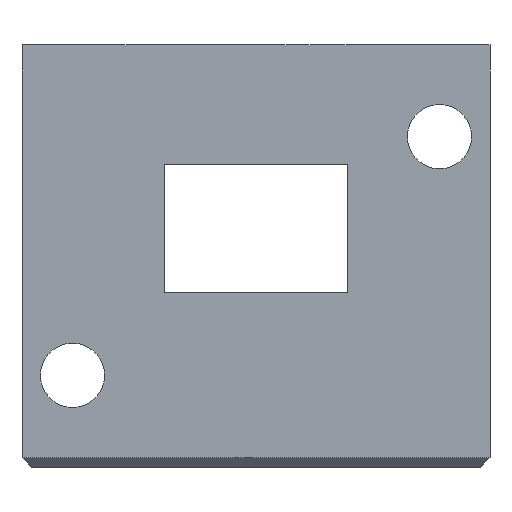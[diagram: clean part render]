
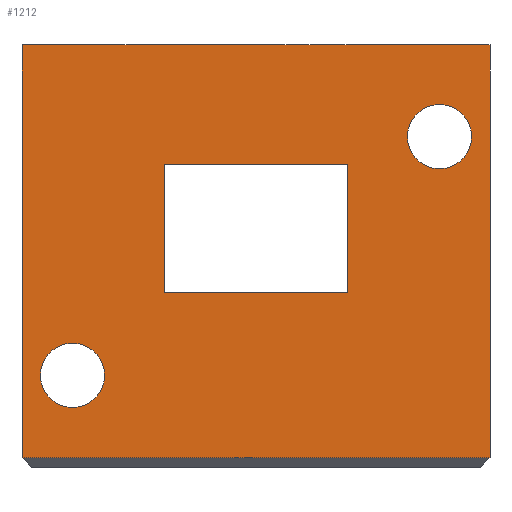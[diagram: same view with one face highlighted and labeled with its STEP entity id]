
A CAD part, front view. The second image highlights one B-rep face of the part: STEP entity #1212.
In plain terms, the highlighted planar face has unit normal (0, -1, 0).
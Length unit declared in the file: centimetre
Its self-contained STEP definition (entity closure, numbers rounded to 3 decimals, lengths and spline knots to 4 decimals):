
#60=PLANE('',#1294);
#107=VECTOR('',#1391,1.);
#142=VECTOR('',#1442,1.);
#154=VECTOR('',#1466,1.);
#155=VECTOR('',#1472,1.);
#156=VECTOR('',#1473,1.);
#157=VECTOR('',#1474,1.);
#158=VECTOR('',#1475,1.);
#159=VECTOR('',#1476,1.);
#243=LINE('',#1659,#107);
#278=LINE('',#1741,#142);
#290=LINE('',#1777,#154);
#291=LINE('',#1783,#155);
#292=LINE('',#1786,#156);
#293=LINE('',#1788,#157);
#294=LINE('',#1790,#158);
#295=LINE('',#1791,#159);
#388=VERTEX_POINT('',#1658);
#389=VERTEX_POINT('',#1660);
#402=VERTEX_POINT('',#1699);
#413=VERTEX_POINT('',#1734);
#421=VERTEX_POINT('',#1780);
#422=VERTEX_POINT('',#1782);
#423=VERTEX_POINT('',#1784);
#424=VERTEX_POINT('',#1785);
#425=VERTEX_POINT('',#1787);
#426=VERTEX_POINT('',#1789);
#487=CIRCLE('',#1295,0.175);
#488=CIRCLE('',#1296,0.175);
#534=EDGE_CURVE('',#389,#388,#243,.T.);
#572=EDGE_CURVE('',#413,#402,#278,.T.);
#588=EDGE_CURVE('',#402,#388,#290,.T.);
#589=EDGE_CURVE('',#421,#421,#487,.T.);
#590=EDGE_CURVE('',#422,#422,#488,.T.);
#591=EDGE_CURVE('',#423,#424,#291,.T.);
#592=EDGE_CURVE('',#424,#425,#292,.T.);
#593=EDGE_CURVE('',#425,#426,#293,.T.);
#594=EDGE_CURVE('',#426,#423,#294,.T.);
#595=EDGE_CURVE('',#413,#389,#295,.T.);
#811=ORIENTED_EDGE('',*,*,#589,.T.);
#812=ORIENTED_EDGE('',*,*,#590,.T.);
#813=ORIENTED_EDGE('',*,*,#591,.T.);
#814=ORIENTED_EDGE('',*,*,#592,.T.);
#815=ORIENTED_EDGE('',*,*,#593,.T.);
#816=ORIENTED_EDGE('',*,*,#594,.T.);
#817=ORIENTED_EDGE('',*,*,#572,.F.);
#818=ORIENTED_EDGE('',*,*,#595,.T.);
#819=ORIENTED_EDGE('',*,*,#534,.T.);
#820=ORIENTED_EDGE('',*,*,#588,.F.);
#1059=EDGE_LOOP('',(#811));
#1060=EDGE_LOOP('',(#812));
#1061=EDGE_LOOP('',(#813,#814,#815,#816));
#1062=EDGE_LOOP('',(#817,#818,#819,#820));
#1137=FACE_BOUND('',#1059,.T.);
#1138=FACE_BOUND('',#1060,.T.);
#1139=FACE_BOUND('',#1061,.T.);
#1140=FACE_BOUND('',#1062,.T.);
#1212=ADVANCED_FACE('',(#1137,#1138,#1139,#1140),#60,.T.);
#1294=AXIS2_PLACEMENT_3D('',#1778,#1467,$);
#1295=AXIS2_PLACEMENT_3D('',#1779,#1468,#1469);
#1296=AXIS2_PLACEMENT_3D('',#1781,#1470,#1471);
#1391=DIRECTION('',(-1.,0.,0.));
#1442=DIRECTION('',(-1.,0.,0.));
#1466=DIRECTION('',(0.,0.,1.));
#1467=DIRECTION('',(0.,-1.,0.));
#1468=DIRECTION('',(0.,1.,0.));
#1469=DIRECTION('',(0.175,0.,0.));
#1470=DIRECTION('',(0.,1.,0.));
#1471=DIRECTION('',(0.175,0.,0.));
#1472=DIRECTION('',(0.,0.,-1.));
#1473=DIRECTION('',(-1.,0.,0.));
#1474=DIRECTION('',(0.,0.,1.));
#1475=DIRECTION('',(1.,0.,0.));
#1476=DIRECTION('',(0.,0.,1.));
#1658=CARTESIAN_POINT('',(-1.275,0.,2.3));
#1659=CARTESIAN_POINT('',(1.275,0.,2.3));
#1660=CARTESIAN_POINT('',(1.275,0.,2.3));
#1699=CARTESIAN_POINT('',(-1.275,0.,0.05));
#1734=CARTESIAN_POINT('',(1.275,0.,0.05));
#1741=CARTESIAN_POINT('',(0.,0.,0.05));
#1777=CARTESIAN_POINT('',(-1.275,0.,0.));
#1778=CARTESIAN_POINT('',(0.,0.,0.));
#1779=CARTESIAN_POINT('',(-1.,0.,0.5));
#1780=CARTESIAN_POINT('',(-1.175,0.,0.5));
#1781=CARTESIAN_POINT('',(1.,0.,1.8));
#1782=CARTESIAN_POINT('',(0.825,0.,1.8));
#1783=CARTESIAN_POINT('',(0.4998,0.,0.825));
#1784=CARTESIAN_POINT('',(0.4998,0.,1.65));
#1785=CARTESIAN_POINT('',(0.4998,0.,0.95));
#1786=CARTESIAN_POINT('',(-0.0001,0.,0.95));
#1787=CARTESIAN_POINT('',(-0.5002,0.,0.95));
#1788=CARTESIAN_POINT('',(-0.5002,0.,0.825));
#1789=CARTESIAN_POINT('',(-0.5002,0.,1.65));
#1790=CARTESIAN_POINT('',(-0.0001,0.,1.65));
#1791=CARTESIAN_POINT('',(1.275,0.,0.));
